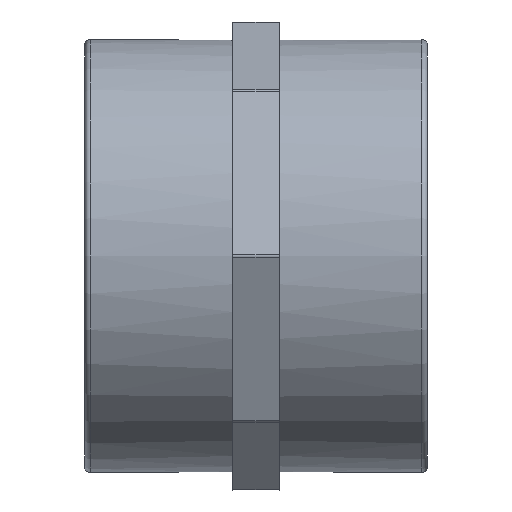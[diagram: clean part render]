
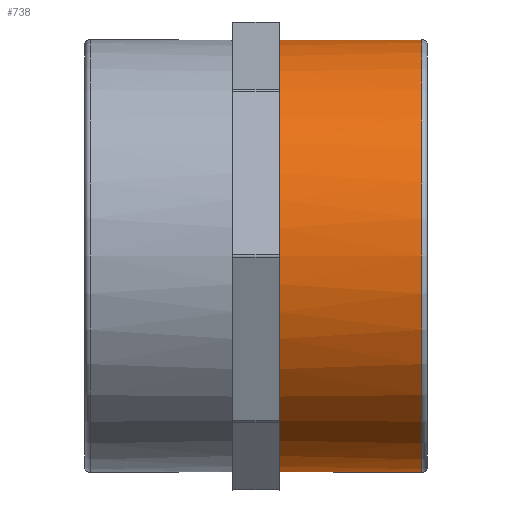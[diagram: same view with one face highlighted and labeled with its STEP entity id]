
A CAD part, front view. The second image highlights one B-rep face of the part: STEP entity #738.
In plain terms, the highlighted cylindrical face has radius 37.5 mm (diameter 75 mm), a full revolution.
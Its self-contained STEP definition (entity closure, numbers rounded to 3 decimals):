
#64=LINE('',#1308,#117);
#117=VECTOR('',#1067,37.5);
#130=CYLINDRICAL_SURFACE('',#843,37.5);
#199=FACE_OUTER_BOUND('',#246,.T.);
#246=EDGE_LOOP('',(#631,#632,#633,#634,#635,#636,#637,#638,#639,#640,#641,
#642,#643));
#270=CIRCLE('',#785,37.5);
#273=CIRCLE('',#791,37.5);
#276=CIRCLE('',#797,37.5);
#279=CIRCLE('',#803,37.5);
#280=CIRCLE('',#804,37.5);
#283=CIRCLE('',#810,37.5);
#286=CIRCLE('',#816,37.5);
#289=CIRCLE('',#822,37.5);
#292=CIRCLE('',#828,37.5);
#300=CIRCLE('',#841,37.5);
#301=CIRCLE('',#842,37.5);
#325=VERTEX_POINT('',#1150);
#326=VERTEX_POINT('',#1152);
#334=VERTEX_POINT('',#1174);
#340=VERTEX_POINT('',#1192);
#346=VERTEX_POINT('',#1210);
#347=VERTEX_POINT('',#1212);
#353=VERTEX_POINT('',#1230);
#359=VERTEX_POINT('',#1248);
#365=VERTEX_POINT('',#1266);
#375=VERTEX_POINT('',#1302);
#376=VERTEX_POINT('',#1304);
#394=EDGE_CURVE('',#326,#325,#270,.T.);
#405=EDGE_CURVE('',#334,#326,#273,.T.);
#414=EDGE_CURVE('',#340,#334,#276,.T.);
#423=EDGE_CURVE('',#346,#340,#279,.T.);
#424=EDGE_CURVE('',#347,#346,#280,.T.);
#433=EDGE_CURVE('',#353,#347,#283,.T.);
#442=EDGE_CURVE('',#359,#353,#286,.T.);
#451=EDGE_CURVE('',#365,#359,#289,.T.);
#459=EDGE_CURVE('',#325,#365,#292,.T.);
#470=EDGE_CURVE('',#375,#376,#300,.T.);
#471=EDGE_CURVE('',#376,#375,#301,.T.);
#472=EDGE_CURVE('',#376,#346,#64,.T.);
#631=ORIENTED_EDGE('',*,*,#471,.F.);
#632=ORIENTED_EDGE('',*,*,#472,.T.);
#633=ORIENTED_EDGE('',*,*,#423,.T.);
#634=ORIENTED_EDGE('',*,*,#414,.T.);
#635=ORIENTED_EDGE('',*,*,#405,.T.);
#636=ORIENTED_EDGE('',*,*,#394,.T.);
#637=ORIENTED_EDGE('',*,*,#459,.T.);
#638=ORIENTED_EDGE('',*,*,#451,.T.);
#639=ORIENTED_EDGE('',*,*,#442,.T.);
#640=ORIENTED_EDGE('',*,*,#433,.T.);
#641=ORIENTED_EDGE('',*,*,#424,.T.);
#642=ORIENTED_EDGE('',*,*,#472,.F.);
#643=ORIENTED_EDGE('',*,*,#470,.F.);
#738=ADVANCED_FACE('',(#199),#130,.T.);
#785=AXIS2_PLACEMENT_3D('',#1153,#903,#904);
#791=AXIS2_PLACEMENT_3D('',#1175,#923,#924);
#797=AXIS2_PLACEMENT_3D('',#1193,#941,#942);
#803=AXIS2_PLACEMENT_3D('',#1211,#959,#960);
#804=AXIS2_PLACEMENT_3D('',#1213,#961,#962);
#810=AXIS2_PLACEMENT_3D('',#1231,#979,#980);
#816=AXIS2_PLACEMENT_3D('',#1249,#997,#998);
#822=AXIS2_PLACEMENT_3D('',#1267,#1015,#1016);
#828=AXIS2_PLACEMENT_3D('',#1281,#1032,#1033);
#841=AXIS2_PLACEMENT_3D('',#1305,#1061,#1062);
#842=AXIS2_PLACEMENT_3D('',#1306,#1063,#1064);
#843=AXIS2_PLACEMENT_3D('',#1307,#1065,#1066);
#903=DIRECTION('center_axis',(1.,0.,0.));
#904=DIRECTION('ref_axis',(0.,1.,0.));
#923=DIRECTION('center_axis',(1.,0.,0.));
#924=DIRECTION('ref_axis',(0.,1.,0.));
#941=DIRECTION('center_axis',(1.,0.,0.));
#942=DIRECTION('ref_axis',(0.,1.,0.));
#959=DIRECTION('center_axis',(1.,0.,0.));
#960=DIRECTION('ref_axis',(0.,1.,0.));
#961=DIRECTION('center_axis',(1.,0.,0.));
#962=DIRECTION('ref_axis',(0.,1.,0.));
#979=DIRECTION('center_axis',(1.,0.,0.));
#980=DIRECTION('ref_axis',(0.,1.,0.));
#997=DIRECTION('center_axis',(1.,0.,0.));
#998=DIRECTION('ref_axis',(0.,1.,0.));
#1015=DIRECTION('center_axis',(1.,0.,0.));
#1016=DIRECTION('ref_axis',(0.,1.,0.));
#1032=DIRECTION('center_axis',(1.,0.,0.));
#1033=DIRECTION('ref_axis',(0.,1.,0.));
#1061=DIRECTION('center_axis',(1.,0.,0.));
#1062=DIRECTION('ref_axis',(0.,-1.,0.));
#1063=DIRECTION('center_axis',(1.,0.,0.));
#1064=DIRECTION('ref_axis',(0.,-1.,0.));
#1065=DIRECTION('center_axis',(1.,0.,0.));
#1066=DIRECTION('ref_axis',(0.,1.,0.));
#1067=DIRECTION('',(-1.,0.,0.));
#1150=CARTESIAN_POINT('',(4.,34.645,-14.351));
#1152=CARTESIAN_POINT('',(4.,14.351,-34.645));
#1153=CARTESIAN_POINT('Origin',(4.,0.,0.));
#1174=CARTESIAN_POINT('',(4.,-14.351,-34.645));
#1175=CARTESIAN_POINT('Origin',(4.,0.,0.));
#1192=CARTESIAN_POINT('',(4.,-34.645,-14.351));
#1193=CARTESIAN_POINT('Origin',(4.,0.,0.));
#1210=CARTESIAN_POINT('',(4.,-37.5,0.));
#1211=CARTESIAN_POINT('Origin',(4.,0.,0.));
#1212=CARTESIAN_POINT('',(4.,-34.645,14.351));
#1213=CARTESIAN_POINT('Origin',(4.,0.,0.));
#1230=CARTESIAN_POINT('',(4.,-14.351,34.645));
#1231=CARTESIAN_POINT('Origin',(4.,0.,0.));
#1248=CARTESIAN_POINT('',(4.,14.351,34.645));
#1249=CARTESIAN_POINT('Origin',(4.,0.,0.));
#1266=CARTESIAN_POINT('',(4.,34.645,14.351));
#1267=CARTESIAN_POINT('Origin',(4.,0.,0.));
#1281=CARTESIAN_POINT('Origin',(4.,0.,0.));
#1302=CARTESIAN_POINT('',(28.7,0.,37.5));
#1304=CARTESIAN_POINT('',(28.7,-37.5,0.));
#1305=CARTESIAN_POINT('Origin',(28.7,0.,0.));
#1306=CARTESIAN_POINT('Origin',(28.7,0.,0.));
#1307=CARTESIAN_POINT('Origin',(0.,0.,0.));
#1308=CARTESIAN_POINT('',(0.,-37.5,0.));
